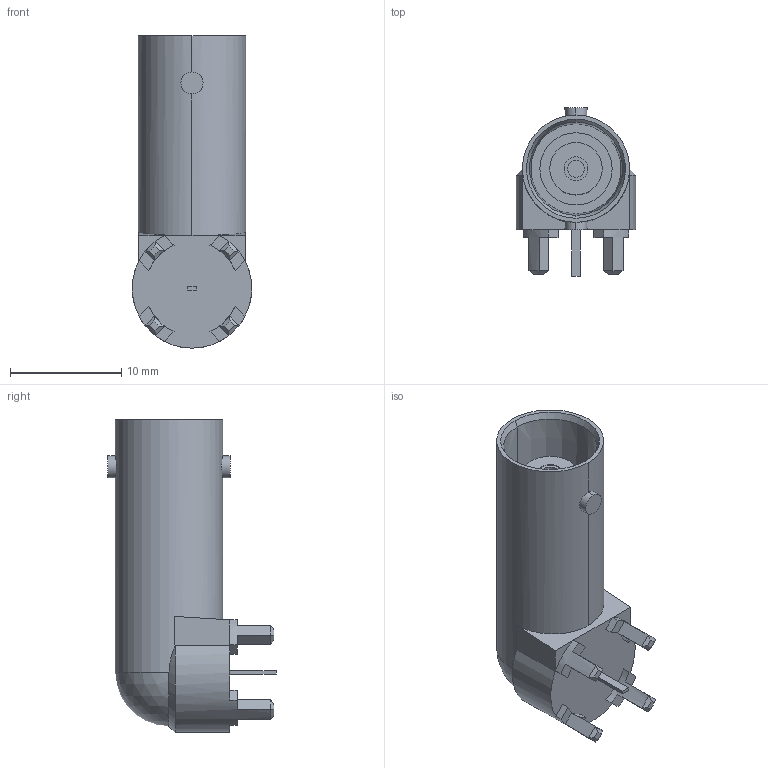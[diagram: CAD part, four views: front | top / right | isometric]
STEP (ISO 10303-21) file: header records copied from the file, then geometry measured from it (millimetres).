
FILE_DESCRIPTION((''),'2;1');
FILE_NAME('C-5-1634513-1','2011-10-04T',('workeradm'),('Tyco Electronics Ltd.'),'PRO/ENGINEER BY PARAMETRIC TECHNOLOGY CORPORATION, 2010430','PRO/ENGINEER BY PARAMETRIC TECHNOLOGY CORPORATION, 2010430','');
FILE_SCHEMA(('AUTOMOTIVE_DESIGN { 1 0 10303 214 1 1 1 1 }'));
Length unit declared in the file: millimetre
Products named in the file (1): C-5-1634513-1
Bounding box: 10.75 x 15.15 x 28.1 mm (x, y, z)
Volume: 1780.6 mm3; surface area: 1415.2 mm2
Topology: 1 solids, 1 shells, 90 faces, 222 edges, 139 vertices
Faces by surface type: plane 55, cylinder 21, cone 13, sphere 1
Entity records: 3049 total; most frequent: CARTESIAN_POINT 641, DIRECTION 447, ORIENTED_EDGE 442, EDGE_CURVE 221, AXIS2_PLACEMENT_3D 164, VERTEX_POINT 139, VECTOR 119, LINE 119
